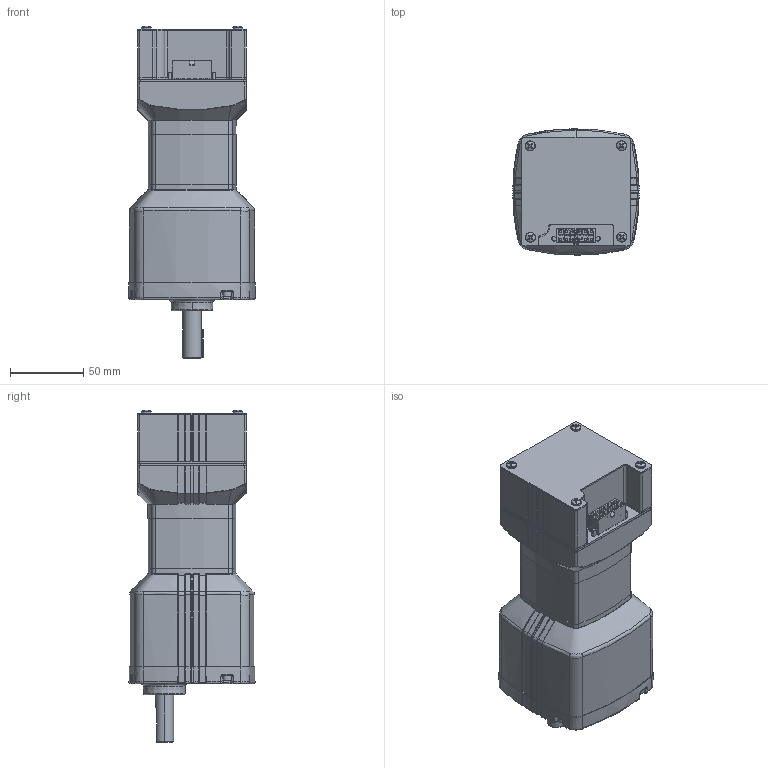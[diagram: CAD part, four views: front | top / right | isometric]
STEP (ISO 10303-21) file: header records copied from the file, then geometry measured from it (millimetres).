
FILE_DESCRIPTION (( 'STEP AP203' ), '1' );
FILE_NAME ('INFM0188.STEP', '2013-04-27T02:36:50', ( '' ), ( '' ), 'SwSTEP 2.0', 'SolidWorks 2012', '' );
FILE_SCHEMA (( 'CONFIG_CONTROL_DESIGN' ));
Length unit declared in the file: inch
Products named in the file (1): INFM0188
Bounding box: 86.5 x 86.12 x 226.63 mm (x, y, z)
Surface area: 116043.6 mm2 (no closed solid volume)
Topology: 0 solids, 19 shells, 928 faces, 2923 edges, 1930 vertices
Faces by surface type: plane 324, cylinder 227, bspline 204, cone 97, torus 67, sphere 9
Entity records: 39579 total; most frequent: CARTESIAN_POINT 15822, ORIENTED_EDGE 4777, DIRECTION 4614, EDGE_CURVE 2915, VERTEX_POINT 1930, AXIS2_PLACEMENT_3D 1750, VECTOR 1114, LINE 1114
